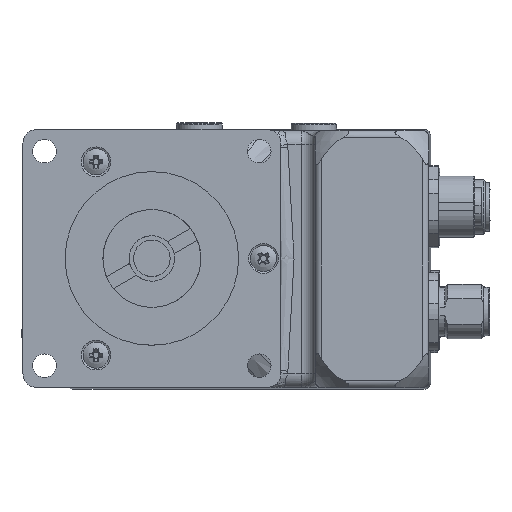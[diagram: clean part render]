
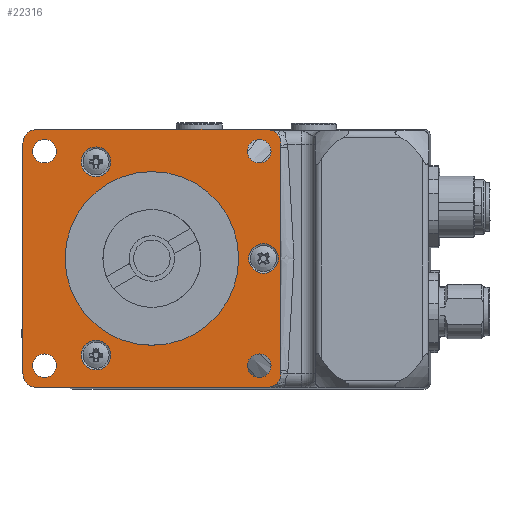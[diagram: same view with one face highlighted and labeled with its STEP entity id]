
A CAD part, top view. The second image highlights one B-rep face of the part: STEP entity #22316.
In plain terms, the highlighted planar face has unit normal (0, 0, 1).
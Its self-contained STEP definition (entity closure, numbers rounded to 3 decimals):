
#1508=FACE_BOUND('',#5183,.T.);
#1509=FACE_BOUND('',#5184,.T.);
#1510=FACE_BOUND('',#5185,.T.);
#1511=FACE_BOUND('',#5186,.T.);
#1512=FACE_BOUND('',#5187,.T.);
#1513=FACE_BOUND('',#5188,.T.);
#1514=FACE_BOUND('',#5189,.T.);
#1515=FACE_BOUND('',#5190,.T.);
#2481=CIRCLE('',#23857,3.25);
#2484=CIRCLE('',#23862,3.25);
#2487=CIRCLE('',#23867,3.25);
#2509=CIRCLE('',#23902,19.05);
#2510=CIRCLE('',#23905,3.);
#2511=CIRCLE('',#23906,3.);
#2512=CIRCLE('',#23907,3.);
#2513=CIRCLE('',#23908,3.);
#2514=CIRCLE('',#23909,2.6);
#2515=CIRCLE('',#23910,2.6);
#2516=CIRCLE('',#23911,2.6);
#2517=CIRCLE('',#23912,2.6);
#3733=FACE_OUTER_BOUND('',#5182,.T.);
#5182=EDGE_LOOP('',(#15957,#15958,#15959,#15960,#15961,#15962,#15963,#15964));
#5183=EDGE_LOOP('',(#15965));
#5184=EDGE_LOOP('',(#15966));
#5185=EDGE_LOOP('',(#15967));
#5186=EDGE_LOOP('',(#15968));
#5187=EDGE_LOOP('',(#15969));
#5188=EDGE_LOOP('',(#15970));
#5189=EDGE_LOOP('',(#15971));
#5190=EDGE_LOOP('',(#15972));
#6948=LINE('',#33911,#8524);
#6949=LINE('',#33915,#8525);
#6950=LINE('',#33919,#8526);
#6951=LINE('',#33923,#8527);
#8524=VECTOR('',#26987,50.6);
#8525=VECTOR('',#26990,50.6);
#8526=VECTOR('',#26993,50.6);
#8527=VECTOR('',#26996,50.6);
#10188=VERTEX_POINT('',#33820);
#10191=VERTEX_POINT('',#33828);
#10194=VERTEX_POINT('',#33836);
#10220=VERTEX_POINT('',#33905);
#10221=VERTEX_POINT('',#33909);
#10222=VERTEX_POINT('',#33910);
#10223=VERTEX_POINT('',#33912);
#10224=VERTEX_POINT('',#33914);
#10225=VERTEX_POINT('',#33916);
#10226=VERTEX_POINT('',#33918);
#10227=VERTEX_POINT('',#33920);
#10228=VERTEX_POINT('',#33922);
#10229=VERTEX_POINT('',#33925);
#10230=VERTEX_POINT('',#33927);
#10231=VERTEX_POINT('',#33929);
#10232=VERTEX_POINT('',#33931);
#12456=EDGE_CURVE('',#10188,#10188,#2481,.T.);
#12459=EDGE_CURVE('',#10191,#10191,#2484,.T.);
#12462=EDGE_CURVE('',#10194,#10194,#2487,.T.);
#12492=EDGE_CURVE('',#10220,#10220,#2509,.T.);
#12493=EDGE_CURVE('',#10221,#10222,#6948,.T.);
#12494=EDGE_CURVE('',#10223,#10221,#2510,.T.);
#12495=EDGE_CURVE('',#10224,#10223,#6949,.T.);
#12496=EDGE_CURVE('',#10225,#10224,#2511,.T.);
#12497=EDGE_CURVE('',#10226,#10225,#6950,.T.);
#12498=EDGE_CURVE('',#10227,#10226,#2512,.T.);
#12499=EDGE_CURVE('',#10228,#10227,#6951,.T.);
#12500=EDGE_CURVE('',#10222,#10228,#2513,.T.);
#12501=EDGE_CURVE('',#10229,#10229,#2514,.T.);
#12502=EDGE_CURVE('',#10230,#10230,#2515,.T.);
#12503=EDGE_CURVE('',#10231,#10231,#2516,.T.);
#12504=EDGE_CURVE('',#10232,#10232,#2517,.T.);
#15957=ORIENTED_EDGE('',*,*,#12493,.F.);
#15958=ORIENTED_EDGE('',*,*,#12494,.F.);
#15959=ORIENTED_EDGE('',*,*,#12495,.F.);
#15960=ORIENTED_EDGE('',*,*,#12496,.F.);
#15961=ORIENTED_EDGE('',*,*,#12497,.F.);
#15962=ORIENTED_EDGE('',*,*,#12498,.F.);
#15963=ORIENTED_EDGE('',*,*,#12499,.F.);
#15964=ORIENTED_EDGE('',*,*,#12500,.F.);
#15965=ORIENTED_EDGE('',*,*,#12456,.T.);
#15966=ORIENTED_EDGE('',*,*,#12459,.T.);
#15967=ORIENTED_EDGE('',*,*,#12462,.T.);
#15968=ORIENTED_EDGE('',*,*,#12501,.T.);
#15969=ORIENTED_EDGE('',*,*,#12502,.T.);
#15970=ORIENTED_EDGE('',*,*,#12503,.T.);
#15971=ORIENTED_EDGE('',*,*,#12504,.T.);
#15972=ORIENTED_EDGE('',*,*,#12492,.T.);
#21627=PLANE('',#23904);
#22316=ADVANCED_FACE('',(#3733,#1508,#1509,#1510,#1511,#1512,#1513,#1514,
#1515),#21627,.T.);
#23857=AXIS2_PLACEMENT_3D('',#33821,#26883,#26884);
#23862=AXIS2_PLACEMENT_3D('',#33829,#26893,#26894);
#23867=AXIS2_PLACEMENT_3D('',#33837,#26903,#26904);
#23902=AXIS2_PLACEMENT_3D('',#33906,#26981,#26982);
#23904=AXIS2_PLACEMENT_3D('',#33908,#26985,#26986);
#23905=AXIS2_PLACEMENT_3D('',#33913,#26988,#26989);
#23906=AXIS2_PLACEMENT_3D('',#33917,#26991,#26992);
#23907=AXIS2_PLACEMENT_3D('',#33921,#26994,#26995);
#23908=AXIS2_PLACEMENT_3D('',#33924,#26997,#26998);
#23909=AXIS2_PLACEMENT_3D('',#33926,#26999,#27000);
#23910=AXIS2_PLACEMENT_3D('',#33928,#27001,#27002);
#23911=AXIS2_PLACEMENT_3D('',#33930,#27003,#27004);
#23912=AXIS2_PLACEMENT_3D('',#33932,#27005,#27006);
#26883=DIRECTION('center_axis',(0.,0.,-1.));
#26884=DIRECTION('ref_axis',(0.,-1.,0.));
#26893=DIRECTION('center_axis',(0.,0.,-1.));
#26894=DIRECTION('ref_axis',(0.,-1.,0.));
#26903=DIRECTION('center_axis',(0.,0.,-1.));
#26904=DIRECTION('ref_axis',(0.,-1.,0.));
#26981=DIRECTION('center_axis',(0.,0.,-1.));
#26982=DIRECTION('ref_axis',(0.,1.,0.));
#26985=DIRECTION('center_axis',(0.,0.,1.));
#26986=DIRECTION('ref_axis',(0.,-1.,0.));
#26987=DIRECTION('',(0.,-1.,0.));
#26988=DIRECTION('center_axis',(0.,0.,-1.));
#26989=DIRECTION('ref_axis',(-1.,0.,0.));
#26990=DIRECTION('',(1.,0.,0.));
#26991=DIRECTION('center_axis',(0.,0.,-1.));
#26992=DIRECTION('ref_axis',(0.,-1.,0.));
#26993=DIRECTION('',(0.,1.,0.));
#26994=DIRECTION('center_axis',(0.,0.,-1.));
#26995=DIRECTION('ref_axis',(1.,0.,0.));
#26996=DIRECTION('',(-1.,0.,0.));
#26997=DIRECTION('center_axis',(0.,0.,-1.));
#26998=DIRECTION('ref_axis',(0.,1.,0.));
#26999=DIRECTION('center_axis',(0.,0.,-1.));
#27000=DIRECTION('ref_axis',(0.,1.,0.));
#27001=DIRECTION('center_axis',(0.,0.,-1.));
#27002=DIRECTION('ref_axis',(0.,1.,0.));
#27003=DIRECTION('center_axis',(0.,0.,-1.));
#27004=DIRECTION('ref_axis',(0.,1.,0.));
#27005=DIRECTION('center_axis',(0.,0.,-1.));
#27006=DIRECTION('ref_axis',(0.,1.,0.));
#33820=CARTESIAN_POINT('',(-12.25,-24.468,0.));
#33821=CARTESIAN_POINT('Origin',(-12.25,-21.218,0.));
#33828=CARTESIAN_POINT('',(-12.25,17.968,0.));
#33829=CARTESIAN_POINT('Origin',(-12.25,21.218,0.));
#33836=CARTESIAN_POINT('',(24.5,-3.25,0.));
#33837=CARTESIAN_POINT('Origin',(24.5,0.,0.));
#33905=CARTESIAN_POINT('',(0.,-19.05,0.));
#33906=CARTESIAN_POINT('Origin',(0.,0.,0.));
#33908=CARTESIAN_POINT('Origin',(0.,0.,
0.));
#33909=CARTESIAN_POINT('',(28.3,25.3,0.));
#33910=CARTESIAN_POINT('',(28.3,-25.3,0.));
#33911=CARTESIAN_POINT('',(28.3,25.3,0.));
#33912=CARTESIAN_POINT('',(25.3,28.3,0.));
#33913=CARTESIAN_POINT('Origin',(25.3,25.3,0.));
#33914=CARTESIAN_POINT('',(-25.3,28.3,0.));
#33915=CARTESIAN_POINT('',(-25.3,28.3,0.));
#33916=CARTESIAN_POINT('',(-28.3,25.3,0.));
#33917=CARTESIAN_POINT('Origin',(-25.3,25.3,0.));
#33918=CARTESIAN_POINT('',(-28.3,-25.3,0.));
#33919=CARTESIAN_POINT('',(-28.3,-25.3,0.));
#33920=CARTESIAN_POINT('',(-25.3,-28.3,0.));
#33921=CARTESIAN_POINT('Origin',(-25.3,-25.3,0.));
#33922=CARTESIAN_POINT('',(25.3,-28.3,0.));
#33923=CARTESIAN_POINT('',(25.3,-28.3,0.));
#33924=CARTESIAN_POINT('Origin',(25.3,-25.3,0.));
#33925=CARTESIAN_POINT('',(-23.55,20.95,0.));
#33926=CARTESIAN_POINT('Origin',(-23.55,23.55,0.));
#33927=CARTESIAN_POINT('',(23.55,20.95,0.));
#33928=CARTESIAN_POINT('Origin',(23.55,23.55,0.));
#33929=CARTESIAN_POINT('',(23.55,-26.15,0.));
#33930=CARTESIAN_POINT('Origin',(23.55,-23.55,0.));
#33931=CARTESIAN_POINT('',(-23.55,-26.15,0.));
#33932=CARTESIAN_POINT('Origin',(-23.55,-23.55,0.));
